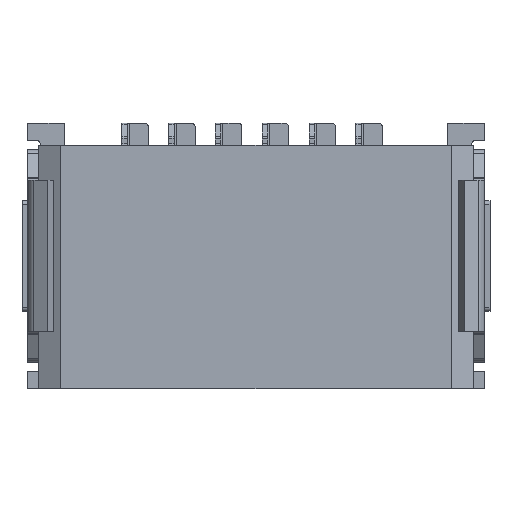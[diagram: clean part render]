
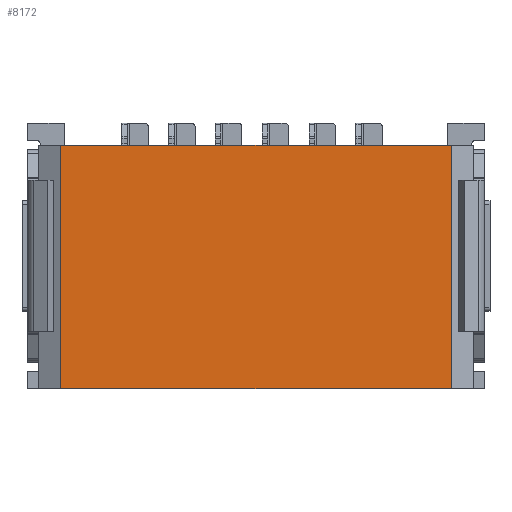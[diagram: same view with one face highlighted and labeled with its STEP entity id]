
A CAD part, top view. The second image highlights one B-rep face of the part: STEP entity #8172.
In plain terms, the highlighted planar face has unit normal (0, 0, 1).
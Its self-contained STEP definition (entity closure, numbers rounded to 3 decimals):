
#7513=CARTESIAN_POINT('',(-5.3,-0.05,2.98));
#7514=VERTEX_POINT('',#7513);
#7521=CARTESIAN_POINT('',(5.3,-0.05,2.98));
#7522=VERTEX_POINT('',#7521);
#7523=CARTESIAN_POINT('',(5.3,-0.05,2.98));
#7524=DIRECTION('',(-1.0,0.0,0.0));
#7525=VECTOR('',#7524,10.6);
#7526=LINE('',#7523,#7525);
#7527=EDGE_CURVE('',#7522,#7514,#7526,.T.);
#7908=CARTESIAN_POINT('',(5.3,-6.65,2.98));
#7909=VERTEX_POINT('',#7908);
#7916=CARTESIAN_POINT('',(-5.3,-6.65,2.98));
#7917=VERTEX_POINT('',#7916);
#7918=CARTESIAN_POINT('',(5.3,-6.65,2.98));
#7919=DIRECTION('',(-1.0,0.0,0.0));
#7920=VECTOR('',#7919,10.6);
#7921=LINE('',#7918,#7920);
#7922=EDGE_CURVE('',#7909,#7917,#7921,.T.);
#8145=CARTESIAN_POINT('',(5.3,-6.65,2.98));
#8146=DIRECTION('',(0.0,1.0,0.0));
#8147=VECTOR('',#8146,6.6);
#8148=LINE('',#8145,#8147);
#8149=EDGE_CURVE('',#7909,#7522,#8148,.T.);
#8156=CARTESIAN_POINT('',(5.3,-6.65,2.98));
#8157=DIRECTION('',(0.0,0.0,1.0));
#8158=DIRECTION('',(1.0,0.0,0.0));
#8159=AXIS2_PLACEMENT_3D('',#8156,#8157,#8158);
#8160=PLANE('',#8159);
#8161=ORIENTED_EDGE('',*,*,#7527,.T.);
#8162=CARTESIAN_POINT('',(-5.3,-6.65,2.98));
#8163=DIRECTION('',(0.0,1.0,0.0));
#8164=VECTOR('',#8163,6.6);
#8165=LINE('',#8162,#8164);
#8166=EDGE_CURVE('',#7917,#7514,#8165,.T.);
#8167=ORIENTED_EDGE('',*,*,#8166,.F.);
#8168=ORIENTED_EDGE('',*,*,#7922,.F.);
#8169=ORIENTED_EDGE('',*,*,#8149,.T.);
#8170=EDGE_LOOP('',(#8161,#8167,#8168,#8169));
#8171=FACE_OUTER_BOUND('',#8170,.T.);
#8172=ADVANCED_FACE('',(#8171),#8160,.T.);
